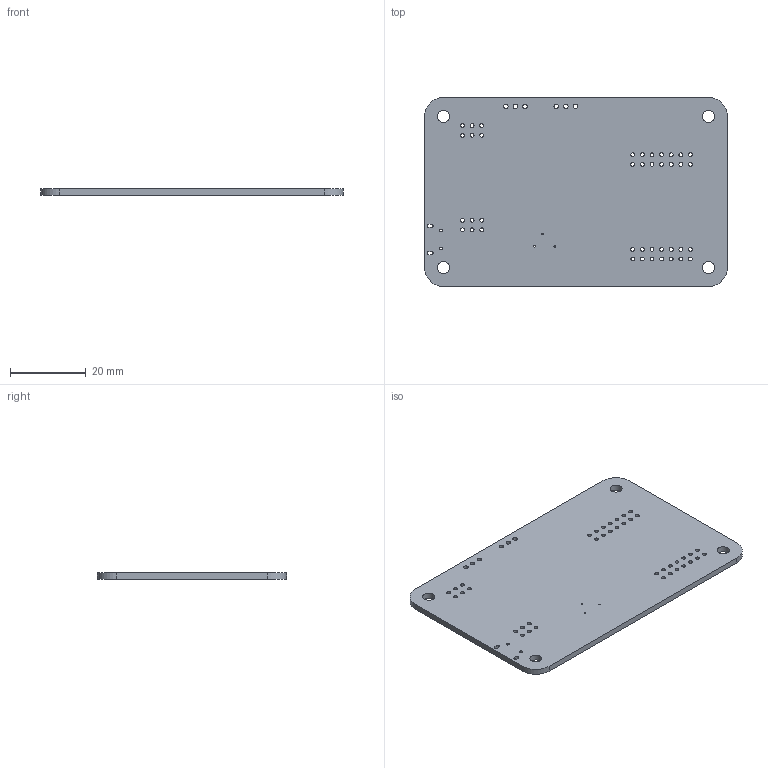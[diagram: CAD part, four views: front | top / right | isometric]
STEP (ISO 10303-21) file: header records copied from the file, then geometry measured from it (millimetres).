
FILE_DESCRIPTION(('FreeCAD Model'),'2;1');
FILE_NAME('backplane.step', '2017-06-28T11:46:11',('kicad StepUp'),('ksu MCAD'), 'Open CASCADE STEP processor 6.8','FreeCAD','Unknown');
FILE_SCHEMA(('AUTOMOTIVE_DESIGN_CC2 { 1 2 10303 214 -1 1 5 4 }'));
Length unit declared in the file: millimetre
Products named in the file (2): ASSEMBLY; Pcb
Assembly tree (1 placements, depth 2):
  ASSEMBLY
    Pcb
Bounding box: 80 x 50 x 1.6 mm (x, y, z)
Volume: 6245.9 mm3; surface area: 8540.9 mm2
Topology: 1 solids, 1 shells, 87 faces, 255 edges, 170 vertices
Faces by surface type: cylinder 73, plane 14
Full cylindrical faces by diameter (mm): 0.4 x3, 1.016 x40, 1.2 x6, 3.2 x4
Entity records: 6979 total; most frequent: CARTESIAN_POINT 1916, DIRECTION 927, ORIENTED_EDGE 510, PCURVE 510, DEFINITIONAL_REPRESENTATION 510, LINE 457, VECTOR 457, EDGE_CURVE 255
